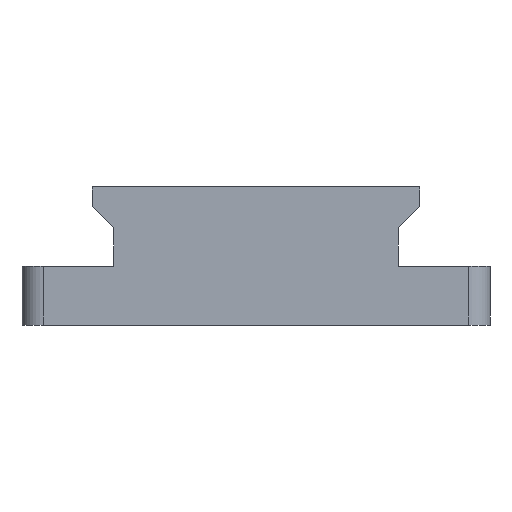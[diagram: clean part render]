
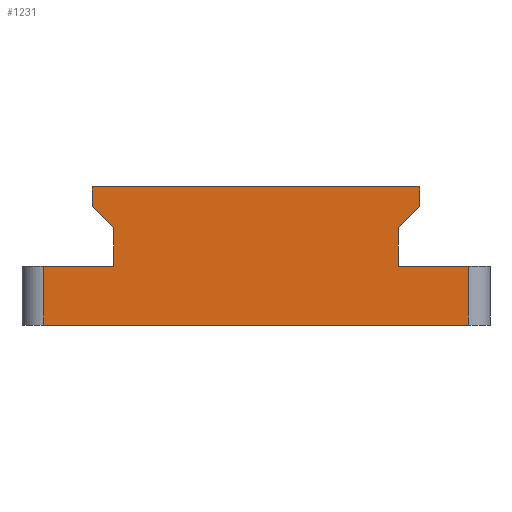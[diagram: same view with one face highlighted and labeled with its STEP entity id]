
A CAD part, front view. The second image highlights one B-rep face of the part: STEP entity #1231.
In plain terms, the highlighted planar face has unit normal (0, -1, 0).
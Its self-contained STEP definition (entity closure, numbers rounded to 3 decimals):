
#37=PLANE('',#1339);
#91=FACE_OUTER_BOUND('',#158,.T.);
#158=EDGE_LOOP('',(#931,#932,#933,#934,#935,#936,#937,#938,#939,#940,#941,
#942));
#241=LINE('',#1849,#369);
#267=LINE('',#1939,#395);
#268=LINE('',#1941,#396);
#269=LINE('',#1943,#397);
#270=LINE('',#1945,#398);
#271=LINE('',#1947,#399);
#272=LINE('',#1949,#400);
#273=LINE('',#1951,#401);
#274=LINE('',#1952,#402);
#275=LINE('',#1954,#403);
#276=LINE('',#1956,#404);
#277=LINE('',#1957,#405);
#369=VECTOR('',#1475,1000.);
#395=VECTOR('',#1563,1000.);
#396=VECTOR('',#1564,1000.);
#397=VECTOR('',#1565,1000.);
#398=VECTOR('',#1566,1000.);
#399=VECTOR('',#1567,1000.);
#400=VECTOR('',#1568,1000.);
#401=VECTOR('',#1569,1000.);
#402=VECTOR('',#1570,1000.);
#403=VECTOR('',#1571,1000.);
#404=VECTOR('',#1572,1000.);
#405=VECTOR('',#1573,1000.);
#550=VERTEX_POINT('',#1846);
#551=VERTEX_POINT('',#1848);
#583=VERTEX_POINT('',#1937);
#584=VERTEX_POINT('',#1938);
#585=VERTEX_POINT('',#1940);
#586=VERTEX_POINT('',#1942);
#587=VERTEX_POINT('',#1944);
#588=VERTEX_POINT('',#1946);
#589=VERTEX_POINT('',#1948);
#590=VERTEX_POINT('',#1950);
#591=VERTEX_POINT('',#1953);
#592=VERTEX_POINT('',#1955);
#679=EDGE_CURVE('',#550,#551,#241,.T.);
#723=EDGE_CURVE('',#583,#584,#267,.T.);
#724=EDGE_CURVE('',#584,#585,#268,.T.);
#725=EDGE_CURVE('',#585,#586,#269,.T.);
#726=EDGE_CURVE('',#586,#587,#270,.T.);
#727=EDGE_CURVE('',#588,#587,#271,.T.);
#728=EDGE_CURVE('',#589,#588,#272,.T.);
#729=EDGE_CURVE('',#589,#590,#273,.T.);
#730=EDGE_CURVE('',#590,#551,#274,.T.);
#731=EDGE_CURVE('',#591,#550,#275,.T.);
#732=EDGE_CURVE('',#591,#592,#276,.T.);
#733=EDGE_CURVE('',#583,#592,#277,.T.);
#931=ORIENTED_EDGE('',*,*,#723,.T.);
#932=ORIENTED_EDGE('',*,*,#724,.T.);
#933=ORIENTED_EDGE('',*,*,#725,.T.);
#934=ORIENTED_EDGE('',*,*,#726,.T.);
#935=ORIENTED_EDGE('',*,*,#727,.F.);
#936=ORIENTED_EDGE('',*,*,#728,.F.);
#937=ORIENTED_EDGE('',*,*,#729,.T.);
#938=ORIENTED_EDGE('',*,*,#730,.T.);
#939=ORIENTED_EDGE('',*,*,#679,.F.);
#940=ORIENTED_EDGE('',*,*,#731,.F.);
#941=ORIENTED_EDGE('',*,*,#732,.T.);
#942=ORIENTED_EDGE('',*,*,#733,.F.);
#1231=ADVANCED_FACE('',(#91),#37,.F.);
#1339=AXIS2_PLACEMENT_3D('',#1936,#1561,#1562);
#1475=DIRECTION('',(1.,0.,0.));
#1561=DIRECTION('center_axis',(0.,1.,0.));
#1562=DIRECTION('ref_axis',(0.,0.,1.));
#1563=DIRECTION('',(-1.,0.,0.));
#1564=DIRECTION('',(0.,0.,-1.));
#1565=DIRECTION('',(1.,0.,0.));
#1566=DIRECTION('',(0.,0.,1.));
#1567=DIRECTION('',(1.,0.,0.));
#1568=DIRECTION('',(0.,0.,-1.));
#1569=DIRECTION('',(0.719,0.,0.695));
#1570=DIRECTION('',(0.,0.,1.));
#1571=DIRECTION('',(0.,0.,1.));
#1572=DIRECTION('',(0.719,0.,-0.695));
#1573=DIRECTION('',(0.,0.,1.));
#1846=CARTESIAN_POINT('',(-15.05,-14.05,12.7));
#1848=CARTESIAN_POINT('',(15.05,-14.05,12.7));
#1849=CARTESIAN_POINT('',(-21.5,-14.05,12.7));
#1936=CARTESIAN_POINT('Origin',(-21.5,-14.05,12.7));
#1937=CARTESIAN_POINT('',(-13.068,-14.05,5.4));
#1938=CARTESIAN_POINT('',(-19.5,-14.05,5.4));
#1939=CARTESIAN_POINT('',(-21.5,-14.05,5.4));
#1940=CARTESIAN_POINT('',(-19.5,-14.05,0.));
#1941=CARTESIAN_POINT('',(-19.5,-14.05,12.7));
#1942=CARTESIAN_POINT('',(19.5,-14.05,0.));
#1943=CARTESIAN_POINT('',(-21.5,-14.05,0.));
#1944=CARTESIAN_POINT('',(19.5,-14.05,5.4));
#1945=CARTESIAN_POINT('',(19.5,-14.05,12.7));
#1946=CARTESIAN_POINT('',(13.068,-14.05,5.4));
#1947=CARTESIAN_POINT('',(21.5,-14.05,5.4));
#1948=CARTESIAN_POINT('',(13.068,-14.05,8.95));
#1949=CARTESIAN_POINT('',(13.068,-14.05,12.7));
#1950=CARTESIAN_POINT('',(15.05,-14.05,10.866));
#1951=CARTESIAN_POINT('',(8.341,-14.05,4.381));
#1952=CARTESIAN_POINT('',(15.05,-14.05,5.4));
#1953=CARTESIAN_POINT('',(-15.05,-14.05,10.866));
#1954=CARTESIAN_POINT('',(-15.05,-14.05,5.4));
#1955=CARTESIAN_POINT('',(-13.068,-14.05,8.95));
#1956=CARTESIAN_POINT('',(-15.242,-14.05,11.051));
#1957=CARTESIAN_POINT('',(-13.068,-14.05,12.7));
